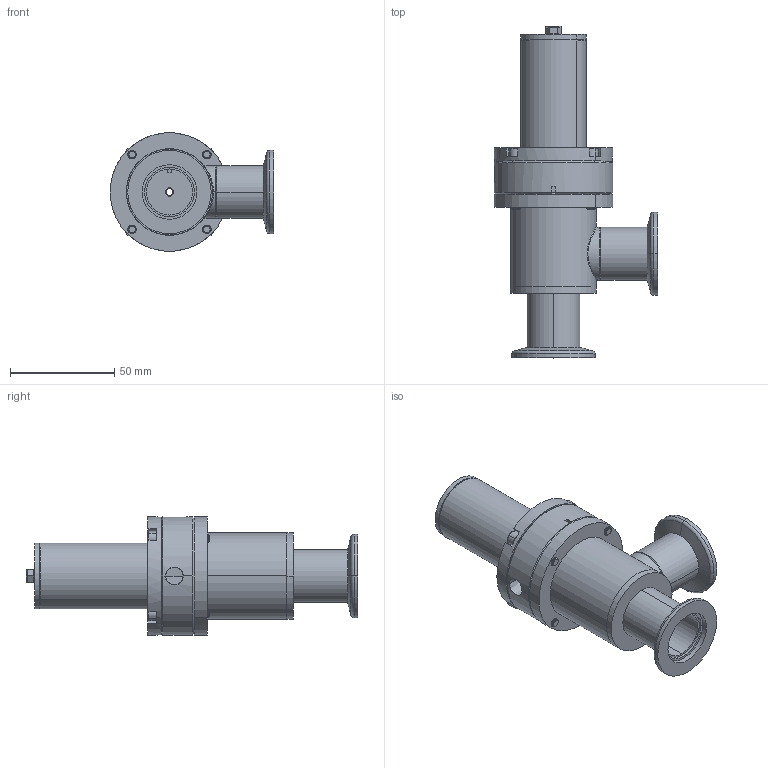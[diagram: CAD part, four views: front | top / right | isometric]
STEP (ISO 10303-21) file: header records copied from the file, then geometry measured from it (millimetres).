
FILE_DESCRIPTION (( 'STEP AP203' ), '1' );
FILE_NAME ('ESVP-S03100.STEP', '2023-04-25T17:51:52', ( '' ), ( '' ), 'SwSTEP 2.0', 'SolidWorks 2020', '' );
FILE_SCHEMA (( 'CONFIG_CONTROL_DESIGN' ));
Length unit declared in the file: inch
Products named in the file (1): ESVP-S03100
Bounding box: 78.38 x 159.26 x 56.77 mm (x, y, z)
Surface area: 38134.1 mm2 (no closed solid volume)
Topology: 0 solids, 27 shells, 220 faces, 623 edges, 424 vertices
Faces by surface type: plane 94, cylinder 57, cone 37, torus 20, bspline 12
Entity records: 8463 total; most frequent: CARTESIAN_POINT 2687, DIRECTION 1264, ORIENTED_EDGE 1042, EDGE_CURVE 615, AXIS2_PLACEMENT_3D 505, VERTEX_POINT 424, CIRCLE 296, EDGE_LOOP 263
